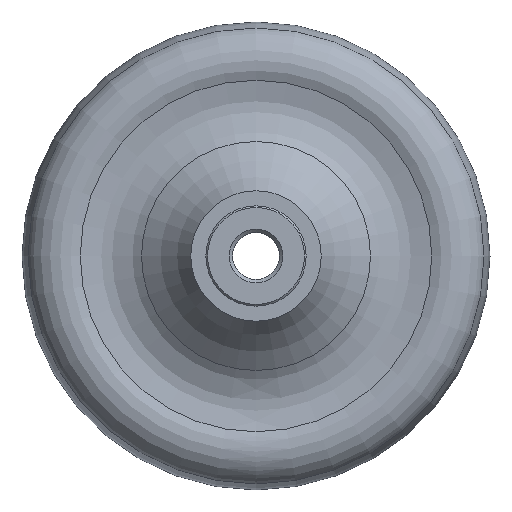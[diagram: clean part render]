
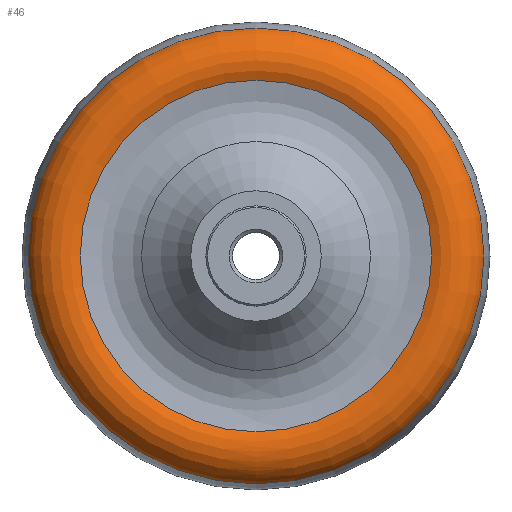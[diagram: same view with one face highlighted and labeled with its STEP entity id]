
A CAD part, left-side view. The second image highlights one B-rep face of the part: STEP entity #46.
In plain terms, the highlighted toroidal (fillet/blend) face has major radius 58 mm and minor radius 11 mm.
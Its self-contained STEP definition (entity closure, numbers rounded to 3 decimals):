
#46 = ADVANCED_FACE( '', ( #104, #105 ), #106, .T. );
#104 = FACE_OUTER_BOUND( '', #184, .T. );
#105 = FACE_OUTER_BOUND( '', #185, .T. );
#106 = TOROIDAL_SURFACE( '', #186, 58., 11. );
#184 = EDGE_LOOP( '', ( #296 ) );
#185 = EDGE_LOOP( '', ( #297 ) );
#186 = AXIS2_PLACEMENT_3D( '', #298, #299, #300 );
#296 = ORIENTED_EDGE( '', *, *, #396, .T. );
#297 = ORIENTED_EDGE( '', *, *, #390, .F. );
#298 = CARTESIAN_POINT( '', ( 36., 0., 0. ) );
#299 = DIRECTION( '', ( 1., 0., 0. ) );
#300 = DIRECTION( '', ( 0., 0., -1. ) );
#390 = EDGE_CURVE( '', #426, #426, #427, .T. );
#396 = EDGE_CURVE( '', #436, #436, #437, .T. );
#426 = VERTEX_POINT( '', #480 );
#427 = CIRCLE( '', #481, 68.159 );
#436 = VERTEX_POINT( '', #490 );
#437 = CIRCLE( '', #491, 52.566 );
#480 = CARTESIAN_POINT( '', ( 31.782, 0., -68.159 ) );
#481 = AXIS2_PLACEMENT_3D( '', #533, #534, #535 );
#490 = CARTESIAN_POINT( '', ( 26.436, 0., -52.566 ) );
#491 = AXIS2_PLACEMENT_3D( '', #545, #546, #547 );
#533 = CARTESIAN_POINT( '', ( 31.782, 0., 0. ) );
#534 = DIRECTION( '', ( 1., 0., 0. ) );
#535 = DIRECTION( '', ( 0., 0., -1. ) );
#545 = CARTESIAN_POINT( '', ( 26.436, 0., 0. ) );
#546 = DIRECTION( '', ( 1., 0., 0. ) );
#547 = DIRECTION( '', ( 0., 0., -1. ) );
